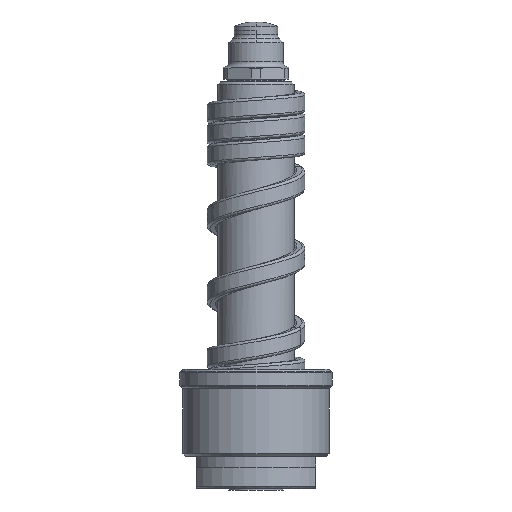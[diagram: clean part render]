
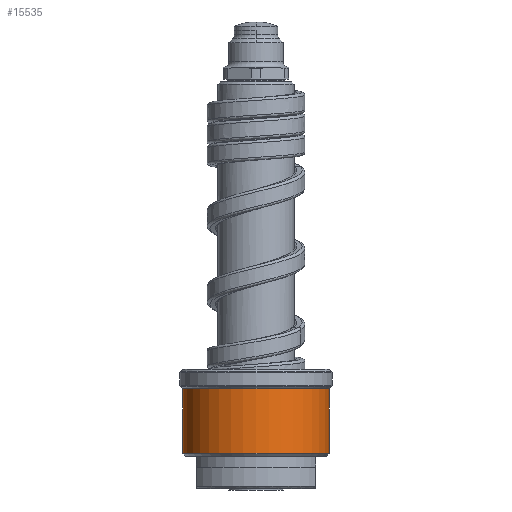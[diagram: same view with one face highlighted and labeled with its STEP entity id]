
A CAD part, front view. The second image highlights one B-rep face of the part: STEP entity #15535.
In plain terms, the highlighted cylindrical face has radius 13.5 mm (diameter 27 mm), a partial arc.
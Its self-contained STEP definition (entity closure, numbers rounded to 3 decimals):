
#5192=CARTESIAN_POINT('',(0.,0.,6.582));
#5193=DIRECTION('',(0.,0.,1.));
#5194=DIRECTION('',(-1.,0.,0.));
#5195=AXIS2_PLACEMENT_3D('',#5192,#5193,#5194);
#5197=DIRECTION('',(0.,0.,-1.));
#5198=VECTOR('',#5197,11.835);
#5199=CARTESIAN_POINT('',(-13.5,0.,18.417));
#5200=LINE('',#5199,#5198);
#5201=CARTESIAN_POINT('',(0.,0.,18.417));
#5202=DIRECTION('',(0.,0.,1.));
#5203=DIRECTION('',(-1.,0.,0.));
#5204=AXIS2_PLACEMENT_3D('',#5201,#5202,#5203);
#5206=DIRECTION('',(0.,0.,-1.));
#5207=VECTOR('',#5206,11.835);
#5208=CARTESIAN_POINT('',(13.5,0.,18.417));
#5209=LINE('',#5208,#5207);
#6736=CARTESIAN_POINT('',(13.5,0.,18.417));
#6737=CARTESIAN_POINT('',(-13.5,0.,18.417));
#6738=VERTEX_POINT('',#6736);
#6739=VERTEX_POINT('',#6737);
#6762=CARTESIAN_POINT('',(13.5,0.,6.582));
#6763=VERTEX_POINT('',#6762);
#6764=CARTESIAN_POINT('',(-13.5,0.,6.582));
#6765=VERTEX_POINT('',#6764);
#15523=CARTESIAN_POINT('',(0.,0.,5.2));
#15524=DIRECTION('',(0.,0.,1.));
#15525=DIRECTION('',(-1.,0.,0.));
#15526=AXIS2_PLACEMENT_3D('',#15523,#15524,#15525);
#15527=CYLINDRICAL_SURFACE('',#15526,13.5);
#15528=ORIENTED_EDGE('',*,*,#9145,.F.);
#15529=ORIENTED_EDGE('',*,*,#15514,.F.);
#15531=ORIENTED_EDGE('',*,*,#15530,.T.);
#15532=ORIENTED_EDGE('',*,*,#15510,.T.);
#15533=EDGE_LOOP('',(#15528,#15529,#15531,#15532));
#15534=FACE_OUTER_BOUND('',#15533,.F.);
#5196=CIRCLE('',#5195,13.5);
#5205=CIRCLE('',#5204,13.5);
#9145=EDGE_CURVE('',#6765,#6763,#5196,.T.);
#15510=EDGE_CURVE('',#6738,#6763,#5209,.T.);
#15514=EDGE_CURVE('',#6739,#6765,#5200,.T.);
#15530=EDGE_CURVE('',#6739,#6738,#5205,.T.);
#15535=ADVANCED_FACE('',(#15534),#15527,.T.);
